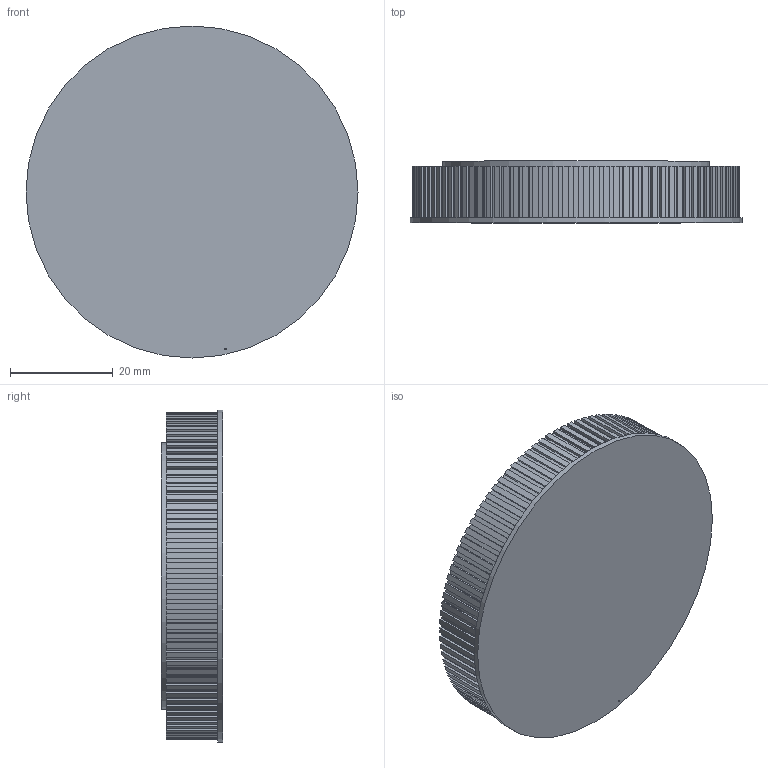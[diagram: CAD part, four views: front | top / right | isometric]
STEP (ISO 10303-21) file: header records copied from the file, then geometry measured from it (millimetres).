
FILE_DESCRIPTION(/* description */ (''),/* implementation_level */ '2;1');
FILE_NAME(/* name */ '30_XYTable_Aliexpress_gear_lower.ipt.step',/* time_stamp */ '2022-11-29T08:25:18+01:00',/* author */ ('diederichbenedict'),/* organization */ (''),/* preprocessor_version */ 'ST-DEVELOPER v18.1',/* originating_system */ 'Autodesk Inventor 2022',/* authorisation */ '');
FILE_SCHEMA (('AUTOMOTIVE_DESIGN { 1 0 10303 214 3 1 1 }'));
Length unit declared in the file: millimetre
Products named in the file (1): 30_XYTable_Aliexpress_gear_lower
Bounding box: 64.67 x 12 x 64.67 mm (x, y, z)
Volume: 36760.3 mm3; surface area: 10106 mm2
Topology: 1 solids, 1 shells, 908 faces, 2413 edges, 1408 vertices
Faces by surface type: plane 705, cylinder 203
Full cylindrical faces by diameter (mm): 0.3 x1, 51.929 x1, 64.667 x1
Entity records: 27434 total; most frequent: ORIENTED_EDGE 4826, CARTESIAN_POINT 4730, DIRECTION 4639, EDGE_CURVE 2413, LINE 2005, VECTOR 2005, VERTEX_POINT 1408, AXIS2_PLACEMENT_3D 1317
